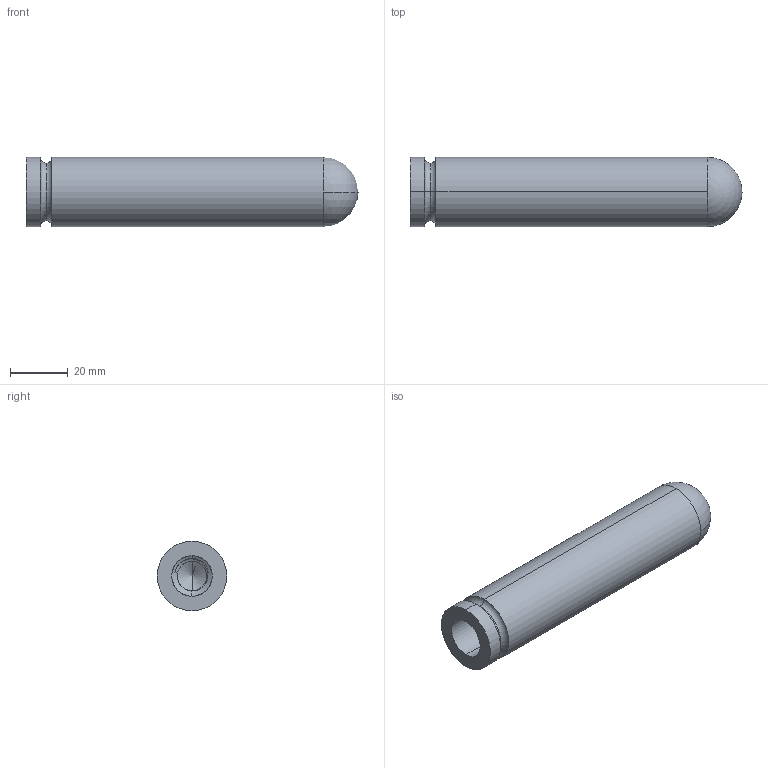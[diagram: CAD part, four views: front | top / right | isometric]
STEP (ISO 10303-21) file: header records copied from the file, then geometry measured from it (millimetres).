
FILE_DESCRIPTION (( 'STEP AP214' ), '1' );
FILE_NAME ('202401-000-000.STEP', '2024-01-03T19:21:36', ( '' ), ( '' ), 'SwSTEP 2.0', 'SolidWorks 2023', '' );
FILE_SCHEMA (( 'AUTOMOTIVE_DESIGN' ));
Length unit declared in the file: millimetre
Products named in the file (1): 202401-000-000
Bounding box: 115 x 24 x 24 mm (x, y, z)
Volume: 42758.6 mm3; surface area: 12331.6 mm2
Topology: 1 solids, 1 shells, 69 faces, 188 edges, 118 vertices
Faces by surface type: cylinder 51, cone 6, torus 4, bspline 4, sphere 2, plane 2
Entity records: 8750 total; most frequent: CARTESIAN_POINT 7289, ORIENTED_EDGE 368, DIRECTION 244, EDGE_CURVE 184, VERTEX_POINT 118, AXIS2_PLACEMENT_3D 93, EDGE_LOOP 70, FACE_OUTER_BOUND 69
